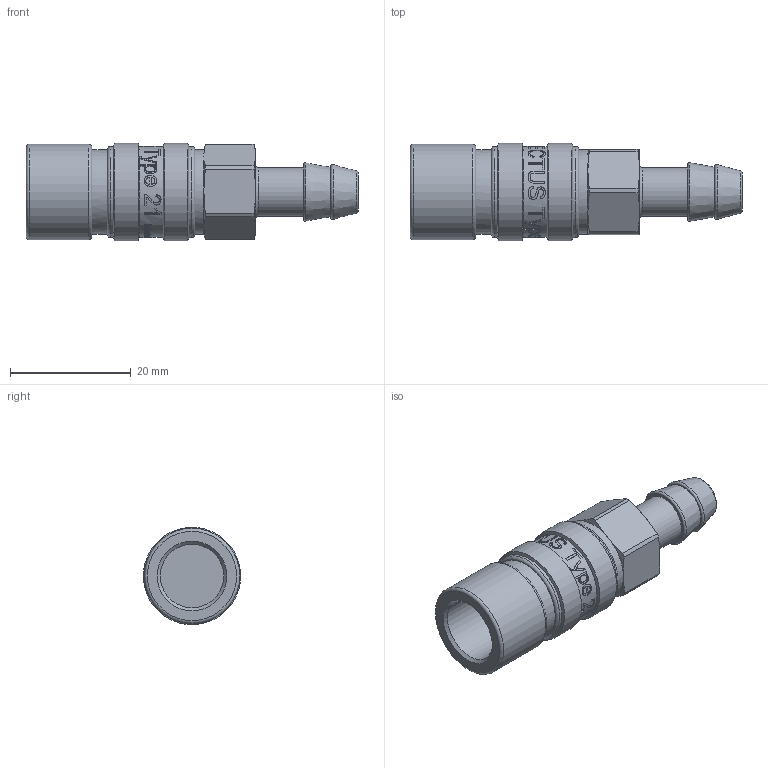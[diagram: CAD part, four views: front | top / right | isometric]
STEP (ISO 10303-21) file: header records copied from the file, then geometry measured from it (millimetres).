
FILE_DESCRIPTION(/* description */ (''),/* implementation_level */ '2;1');
FILE_NAME(/* name */ '21katf08mpx0.stp',/* time_stamp */ '2021-06-16T07:34:53+02:00',/* author */ ('IA176480'),/* organization */ (''),/* preprocessor_version */ 'ST-DEVELOPER v17.2',/* originating_system */ 'Autodesk Inventor 2019',/* authorisation */ '');
FILE_SCHEMA (('CONFIG_CONTROL_DESIGN'));
Products named in the file (1): 21KATF08MPX0
Bounding box: 55.05 x 16.11 x 16.11 mm (x, y, z)
Volume: 6717.8 mm3; surface area: 4354.5 mm2
Topology: 1 solids, 3 shells, 463 faces, 1265 edges, 852 vertices
Faces by surface type: bspline 211, plane 147, cylinder 65, cone 32, torus 8
Full cylindrical faces by diameter (mm): 8.05 x1, 10.55 x1, 11.4 x1, 12 x4, 12.15 x1, 14 x4, 15.1 x3, 15.8 x1, 16.15 x2
Entity records: 64556 total; most frequent: CARTESIAN_POINT 53840, ORIENTED_EDGE 2530, DIRECTION 1400, EDGE_CURVE 1265, VERTEX_POINT 852, B_SPLINE_CURVE_WITH_KNOTS 565, EDGE_LOOP 511, AXIS2_PLACEMENT_3D 471
